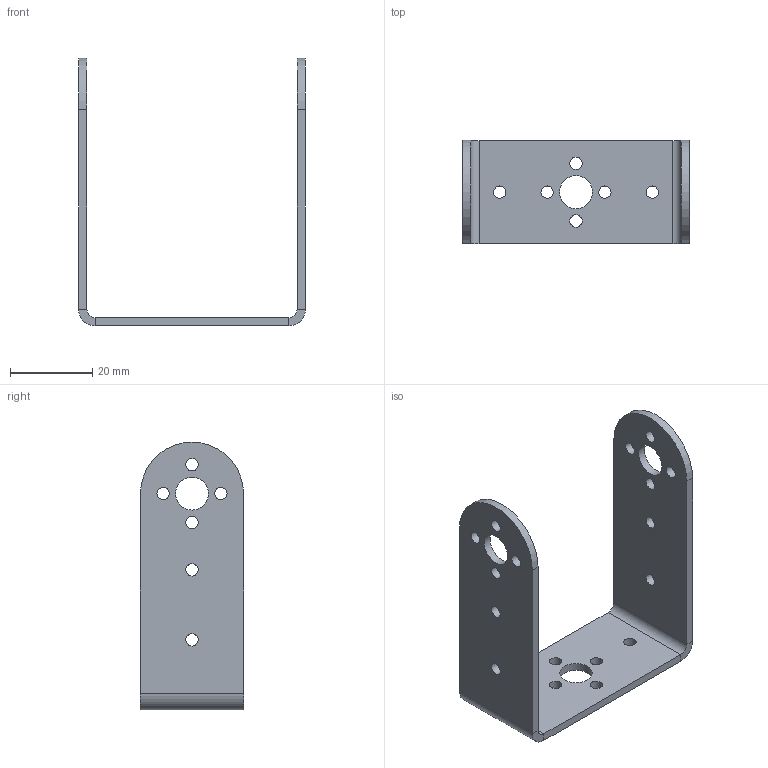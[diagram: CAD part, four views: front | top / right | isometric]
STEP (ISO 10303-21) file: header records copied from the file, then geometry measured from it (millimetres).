
FILE_DESCRIPTION(/* description */ (''),/* implementation_level */ '2;1');
FILE_NAME(/* name */ 'Servo Bracket - long U v3.step',/* time_stamp */ '2017-09-22T13:38:46+08:00',/* author */ (''),/* organization */ (''),/* preprocessor_version */ 'ST-DEVELOPER v16.13',/* originating_system */ 'Autodesk Translation Framework v6.1.1.50',/* authorisation */ '');
FILE_SCHEMA (('AUTOMOTIVE_DESIGN { 1 0 10303 214 3 1 1 }'));
Length unit declared in the file: millimetre
Products named in the file (2): Servo Bracket - long U v3; Servo Bracket - long U
Assembly tree (1 placements, depth 2):
  Servo Bracket - long U v3
    Servo Bracket - long U
Bounding box: 55 x 25 x 65 mm (x, y, z)
Volume: 8096.9 mm3; surface area: 9357.8 mm2
Topology: 1 solids, 1 shells, 43 faces, 107 edges, 66 vertices
Faces by surface type: cylinder 27, plane 16
Full cylindrical faces by diameter (mm): 3 x18, 8 x3
Entity records: 1324 total; most frequent: DIRECTION 234, CARTESIAN_POINT 199, ORIENTED_EDGE 172, EDGE_LOOP 106, AXIS2_PLACEMENT_3D 101, EDGE_CURVE 86, VERTEX_POINT 66, FACE_BOUND 63
